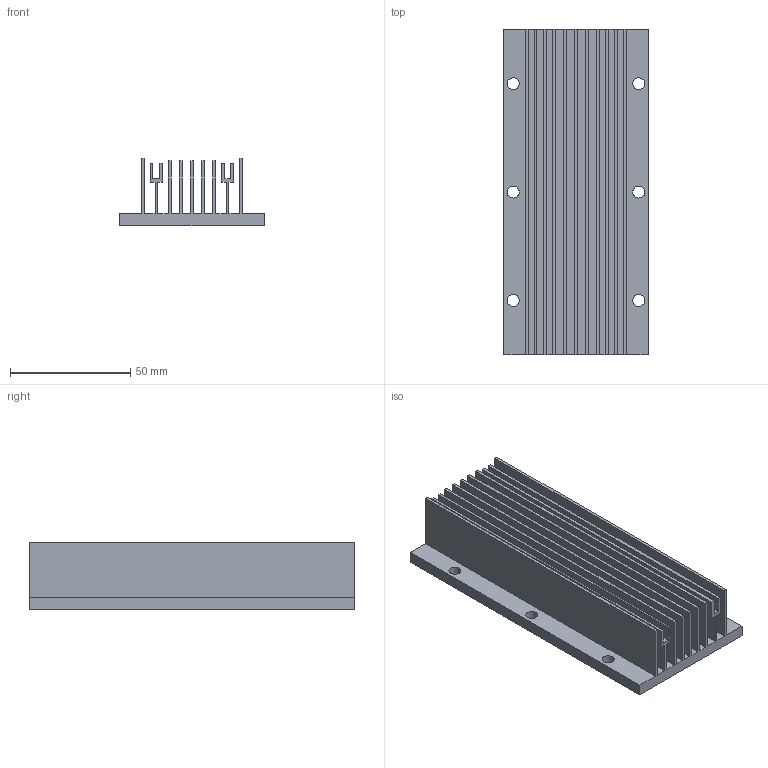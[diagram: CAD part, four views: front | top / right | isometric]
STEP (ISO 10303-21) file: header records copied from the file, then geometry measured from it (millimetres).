
FILE_DESCRIPTION(/* description */ (''),/* implementation_level */ '2;1');
FILE_NAME(/* name */'heatsink_60x135mm_v1.step',/* time_stamp */ '2021-10-30T17:31:18+08:00',/* author */ (''),/* organization */ (''),/* preprocessor_version */ 'ST-DEVELOPER v18.1',/* originating_system */ 'Autodesk Translation Framework v10.10.0.1391',/* authorisation */ '');
FILE_SCHEMA (('AUTOMOTIVE_DESIGN { 1 0 10303 214 3 1 1 }'));
Length unit declared in the file: millimetre
Products named in the file (1): heatsink for drivers
Bounding box: 60 x 135 x 28 mm (x, y, z)
Volume: 74798.3 mm3; surface area: 78032.5 mm2
Topology: 1 solids, 1 shells, 64 faces, 186 edges, 124 vertices
Faces by surface type: plane 58, cylinder 6
Full cylindrical faces by diameter (mm): 5 x6
Entity records: 2146 total; most frequent: CARTESIAN_POINT 375, ORIENTED_EDGE 372, DIRECTION 328, EDGE_CURVE 186, LINE 174, VECTOR 174, VERTEX_POINT 124, AXIS2_PLACEMENT_3D 77
